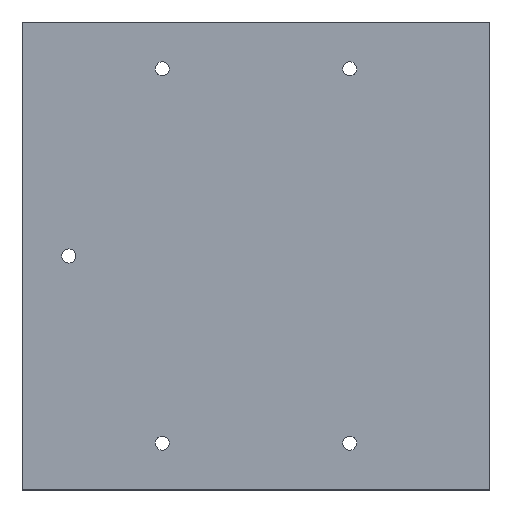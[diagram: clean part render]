
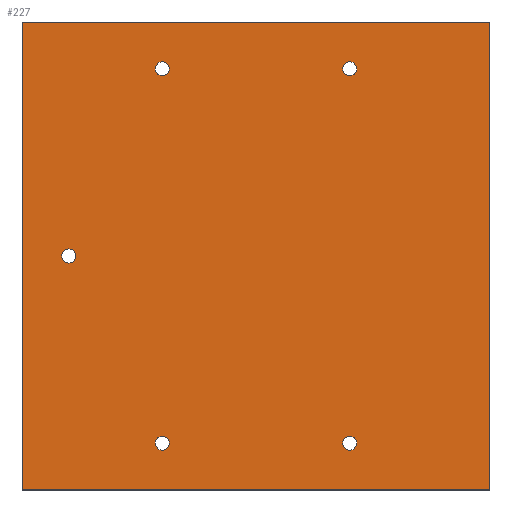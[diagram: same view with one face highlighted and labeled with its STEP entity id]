
A CAD part, top view. The second image highlights one B-rep face of the part: STEP entity #227.
In plain terms, the highlighted planar face has unit normal (0, 0, 1).
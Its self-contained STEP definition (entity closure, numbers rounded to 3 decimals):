
#4 = CARTESIAN_POINT ( 'NONE',  ( 20., 40., 2. ) ) ;
#5 = EDGE_CURVE ( 'NONE', #295, #233, #339, .T. ) ;
#7 = VERTEX_POINT ( 'NONE', #196 ) ;
#14 = CARTESIAN_POINT ( 'NONE',  ( -40., 0., 2. ) ) ;
#16 = DIRECTION ( 'NONE',  ( 0., 1., 0. ) ) ;
#18 = EDGE_LOOP ( 'NONE', ( #408, #393 ) ) ;
#20 = ORIENTED_EDGE ( 'NONE', *, *, #524, .T. ) ;
#21 = CIRCLE ( 'NONE', #77, 1.5 ) ;
#22 = AXIS2_PLACEMENT_3D ( 'NONE', #72, #235, #417 ) ;
#27 = CIRCLE ( 'NONE', #125, 1.5 ) ;
#30 = VERTEX_POINT ( 'NONE', #325 ) ;
#31 = VERTEX_POINT ( 'NONE', #558 ) ;
#33 = DIRECTION ( 'NONE',  ( 0., 0., -1. ) ) ;
#34 = CARTESIAN_POINT ( 'NONE',  ( -40., 0., 2. ) ) ;
#39 = EDGE_CURVE ( 'NONE', #491, #295, #550, .T. ) ;
#43 = VERTEX_POINT ( 'NONE', #457 ) ;
#44 = EDGE_LOOP ( 'NONE', ( #104, #209 ) ) ;
#46 = DIRECTION ( 'NONE',  ( 0., 0., 1. ) ) ;
#50 = DIRECTION ( 'NONE',  ( 1., 0., 0. ) ) ;
#54 = VERTEX_POINT ( 'NONE', #537 ) ;
#57 = DIRECTION ( 'NONE',  ( 1., 0., 0. ) ) ;
#65 = EDGE_LOOP ( 'NONE', ( #246, #547 ) ) ;
#72 = CARTESIAN_POINT ( 'NONE',  ( -20., 40., 2. ) ) ;
#73 = CARTESIAN_POINT ( 'NONE',  ( 21.5, -40., 2. ) ) ;
#76 = DIRECTION ( 'NONE',  ( 0., 0., -1. ) ) ;
#77 = AXIS2_PLACEMENT_3D ( 'NONE', #14, #313, #403 ) ;
#80 = CIRCLE ( 'NONE', #445, 1.5 ) ;
#81 = AXIS2_PLACEMENT_3D ( 'NONE', #4, #46, #430 ) ;
#83 = DIRECTION ( 'NONE',  ( 1., 0., 0. ) ) ;
#88 = DIRECTION ( 'NONE',  ( 0., 0., -1. ) ) ;
#91 = CIRCLE ( 'NONE', #486, 1.5 ) ;
#92 = ORIENTED_EDGE ( 'NONE', *, *, #39, .T. ) ;
#99 = EDGE_LOOP ( 'NONE', ( #188, #352 ) ) ;
#100 = ORIENTED_EDGE ( 'NONE', *, *, #123, .T. ) ;
#101 = CARTESIAN_POINT ( 'NONE',  ( 50., -50., 2. ) ) ;
#102 = AXIS2_PLACEMENT_3D ( 'NONE', #318, #270, #57 ) ;
#104 = ORIENTED_EDGE ( 'NONE', *, *, #481, .T. ) ;
#117 = DIRECTION ( 'NONE',  ( 0., 0., 1. ) ) ;
#123 = EDGE_CURVE ( 'NONE', #233, #348, #501, .T. ) ;
#125 = AXIS2_PLACEMENT_3D ( 'NONE', #475, #128, #50 ) ;
#128 = DIRECTION ( 'NONE',  ( 0., 0., 1. ) ) ;
#137 = LINE ( 'NONE', #432, #165 ) ;
#148 = DIRECTION ( 'NONE',  ( 0., 0., -1. ) ) ;
#156 = FACE_BOUND ( 'NONE', #99, .T. ) ;
#165 = VECTOR ( 'NONE', #302, 1000. ) ;
#166 = CARTESIAN_POINT ( 'NONE',  ( -20., -40., 2. ) ) ;
#171 = FACE_OUTER_BOUND ( 'NONE', #400, .T. ) ;
#172 = EDGE_CURVE ( 'NONE', #54, #30, #21, .T. ) ;
#174 = CARTESIAN_POINT ( 'NONE',  ( -50., 50., 2. ) ) ;
#179 = EDGE_CURVE ( 'NONE', #43, #31, #470, .T. ) ;
#188 = ORIENTED_EDGE ( 'NONE', *, *, #498, .T. ) ;
#191 = EDGE_CURVE ( 'NONE', #192, #460, #545, .T. ) ;
#192 = VERTEX_POINT ( 'NONE', #394 ) ;
#196 = CARTESIAN_POINT ( 'NONE',  ( 18.5, -40., 2. ) ) ;
#206 = CARTESIAN_POINT ( 'NONE',  ( -21.5, 40., 2. ) ) ;
#209 = ORIENTED_EDGE ( 'NONE', *, *, #448, .T. ) ;
#215 = VERTEX_POINT ( 'NONE', #73 ) ;
#216 = CARTESIAN_POINT ( 'NONE',  ( 20., -40., 2. ) ) ;
#219 = VERTEX_POINT ( 'NONE', #459 ) ;
#227 = ADVANCED_FACE ( 'NONE', ( #277, #364, #289, #333, #171, #156 ), #276, .F. ) ;
#233 = VERTEX_POINT ( 'NONE', #412 ) ;
#234 = VERTEX_POINT ( 'NONE', #508 ) ;
#235 = DIRECTION ( 'NONE',  ( 0., 0., 1. ) ) ;
#237 = CARTESIAN_POINT ( 'NONE',  ( 20., -40., 2. ) ) ;
#241 = CARTESIAN_POINT ( 'NONE',  ( -50., -50., 2. ) ) ;
#244 = DIRECTION ( 'NONE',  ( 1., 0., 0. ) ) ;
#246 = ORIENTED_EDGE ( 'NONE', *, *, #191, .F. ) ;
#251 = CARTESIAN_POINT ( 'NONE',  ( -20., -40., 2. ) ) ;
#257 = EDGE_CURVE ( 'NONE', #7, #215, #440, .T. ) ;
#270 = DIRECTION ( 'NONE',  ( 0., 0., 1. ) ) ;
#276 = PLANE ( 'NONE',  #454 ) ;
#277 = FACE_BOUND ( 'NONE', #44, .T. ) ;
#279 = ORIENTED_EDGE ( 'NONE', *, *, #5, .T. ) ;
#280 = CIRCLE ( 'NONE', #81, 1.5 ) ;
#288 = DIRECTION ( 'NONE',  ( 0., -1., 0. ) ) ;
#289 = FACE_BOUND ( 'NONE', #406, .T. ) ;
#290 = DIRECTION ( 'NONE',  ( 0., 0., -1. ) ) ;
#295 = VERTEX_POINT ( 'NONE', #241 ) ;
#302 = DIRECTION ( 'NONE',  ( -1., 0., 0. ) ) ;
#313 = DIRECTION ( 'NONE',  ( 0., 0., 1. ) ) ;
#318 = CARTESIAN_POINT ( 'NONE',  ( 20., 40., 2. ) ) ;
#325 = CARTESIAN_POINT ( 'NONE',  ( -38.5, 0., 2. ) ) ;
#333 = FACE_BOUND ( 'NONE', #65, .T. ) ;
#339 = LINE ( 'NONE', #462, #487 ) ;
#342 = EDGE_CURVE ( 'NONE', #30, #54, #91, .T. ) ;
#348 = VERTEX_POINT ( 'NONE', #362 ) ;
#352 = ORIENTED_EDGE ( 'NONE', *, *, #257, .T. ) ;
#361 = CARTESIAN_POINT ( 'NONE',  ( 50., 50., 2. ) ) ;
#362 = CARTESIAN_POINT ( 'NONE',  ( 50., 50., 2. ) ) ;
#364 = FACE_BOUND ( 'NONE', #18, .T. ) ;
#366 = DIRECTION ( 'NONE',  ( 1., 0., 0. ) ) ;
#373 = DIRECTION ( 'NONE',  ( 1., 0., 0. ) ) ;
#385 = VECTOR ( 'NONE', #288, 1000. ) ;
#392 = AXIS2_PLACEMENT_3D ( 'NONE', #237, #33, #366 ) ;
#393 = ORIENTED_EDGE ( 'NONE', *, *, #172, .F. ) ;
#394 = CARTESIAN_POINT ( 'NONE',  ( -18.5, 40., 2. ) ) ;
#400 = EDGE_LOOP ( 'NONE', ( #100, #20, #92, #279 ) ) ;
#403 = DIRECTION ( 'NONE',  ( 1., 0., 0. ) ) ;
#405 = ORIENTED_EDGE ( 'NONE', *, *, #516, .F. ) ;
#406 = EDGE_LOOP ( 'NONE', ( #405, #567 ) ) ;
#408 = ORIENTED_EDGE ( 'NONE', *, *, #342, .F. ) ;
#412 = CARTESIAN_POINT ( 'NONE',  ( 50., -50., 2. ) ) ;
#417 = DIRECTION ( 'NONE',  ( 1., 0., 0. ) ) ;
#430 = DIRECTION ( 'NONE',  ( 1., 0., 0. ) ) ;
#432 = CARTESIAN_POINT ( 'NONE',  ( -50., 50., 2. ) ) ;
#434 = AXIS2_PLACEMENT_3D ( 'NONE', #216, #88, #480 ) ;
#440 = CIRCLE ( 'NONE', #392, 1.5 ) ;
#445 = AXIS2_PLACEMENT_3D ( 'NONE', #251, #76, #83 ) ;
#448 = EDGE_CURVE ( 'NONE', #234, #219, #80, .T. ) ;
#453 = DIRECTION ( 'NONE',  ( -1., 0., 0. ) ) ;
#454 = AXIS2_PLACEMENT_3D ( 'NONE', #361, #148, #453 ) ;
#455 = CARTESIAN_POINT ( 'NONE',  ( -50., -50., 2. ) ) ;
#457 = CARTESIAN_POINT ( 'NONE',  ( 18.5, 40., 2. ) ) ;
#459 = CARTESIAN_POINT ( 'NONE',  ( -18.5, -40., 2. ) ) ;
#460 = VERTEX_POINT ( 'NONE', #206 ) ;
#462 = CARTESIAN_POINT ( 'NONE',  ( -50., -50., 2. ) ) ;
#470 = CIRCLE ( 'NONE', #102, 1.5 ) ;
#475 = CARTESIAN_POINT ( 'NONE',  ( -20., 40., 2. ) ) ;
#480 = DIRECTION ( 'NONE',  ( 1., 0., 0. ) ) ;
#481 = EDGE_CURVE ( 'NONE', #219, #234, #548, .T. ) ;
#486 = AXIS2_PLACEMENT_3D ( 'NONE', #34, #117, #244 ) ;
#487 = VECTOR ( 'NONE', #511, 1000. ) ;
#491 = VERTEX_POINT ( 'NONE', #174 ) ;
#498 = EDGE_CURVE ( 'NONE', #215, #7, #532, .T. ) ;
#501 = LINE ( 'NONE', #101, #528 ) ;
#502 = AXIS2_PLACEMENT_3D ( 'NONE', #166, #290, #373 ) ;
#508 = CARTESIAN_POINT ( 'NONE',  ( -21.5, -40., 2. ) ) ;
#511 = DIRECTION ( 'NONE',  ( 1., 0., 0. ) ) ;
#516 = EDGE_CURVE ( 'NONE', #31, #43, #280, .T. ) ;
#524 = EDGE_CURVE ( 'NONE', #348, #491, #137, .T. ) ;
#528 = VECTOR ( 'NONE', #16, 1000. ) ;
#532 = CIRCLE ( 'NONE', #434, 1.5 ) ;
#535 = EDGE_CURVE ( 'NONE', #460, #192, #27, .T. ) ;
#537 = CARTESIAN_POINT ( 'NONE',  ( -41.5, 0., 2. ) ) ;
#545 = CIRCLE ( 'NONE', #22, 1.5 ) ;
#547 = ORIENTED_EDGE ( 'NONE', *, *, #535, .F. ) ;
#548 = CIRCLE ( 'NONE', #502, 1.5 ) ;
#550 = LINE ( 'NONE', #455, #385 ) ;
#558 = CARTESIAN_POINT ( 'NONE',  ( 21.5, 40., 2. ) ) ;
#567 = ORIENTED_EDGE ( 'NONE', *, *, #179, .F. ) ;
